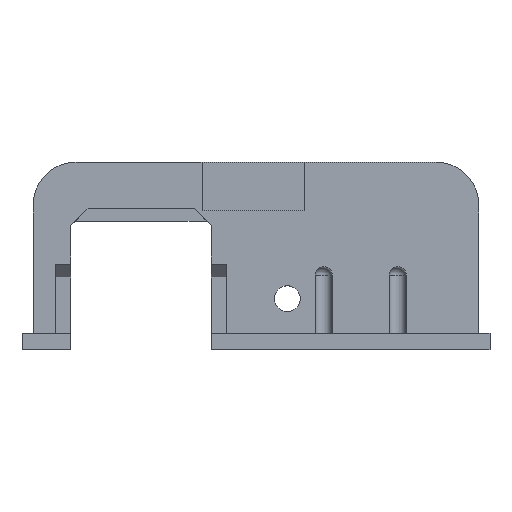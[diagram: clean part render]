
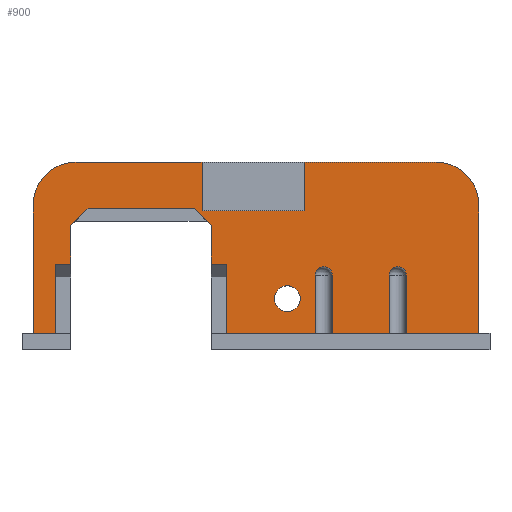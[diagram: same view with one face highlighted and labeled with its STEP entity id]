
A CAD part, top view. The second image highlights one B-rep face of the part: STEP entity #900.
In plain terms, the highlighted planar face has unit normal (0, 0, 1).
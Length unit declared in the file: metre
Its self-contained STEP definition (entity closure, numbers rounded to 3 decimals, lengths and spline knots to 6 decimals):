
#25=CIRCLE('',#961,0.001);
#26=CIRCLE('',#962,0.005);
#27=CIRCLE('',#963,0.005);
#28=CIRCLE('',#964,0.001);
#29=CIRCLE('',#965,0.0015);
#57=ORIENTED_EDGE('',*,*,#325,.T.);
#58=ORIENTED_EDGE('',*,*,#326,.T.);
#59=ORIENTED_EDGE('',*,*,#327,.T.);
#60=ORIENTED_EDGE('',*,*,#328,.T.);
#61=ORIENTED_EDGE('',*,*,#329,.T.);
#62=ORIENTED_EDGE('',*,*,#330,.F.);
#63=ORIENTED_EDGE('',*,*,#331,.F.);
#64=ORIENTED_EDGE('',*,*,#332,.F.);
#65=ORIENTED_EDGE('',*,*,#333,.F.);
#66=ORIENTED_EDGE('',*,*,#334,.F.);
#67=ORIENTED_EDGE('',*,*,#335,.T.);
#68=ORIENTED_EDGE('',*,*,#336,.F.);
#69=ORIENTED_EDGE('',*,*,#337,.T.);
#70=ORIENTED_EDGE('',*,*,#338,.T.);
#71=ORIENTED_EDGE('',*,*,#339,.T.);
#72=ORIENTED_EDGE('',*,*,#340,.T.);
#73=ORIENTED_EDGE('',*,*,#341,.T.);
#74=ORIENTED_EDGE('',*,*,#342,.F.);
#75=ORIENTED_EDGE('',*,*,#343,.T.);
#76=ORIENTED_EDGE('',*,*,#319,.F.);
#77=ORIENTED_EDGE('',*,*,#344,.T.);
#78=ORIENTED_EDGE('',*,*,#345,.T.);
#79=ORIENTED_EDGE('',*,*,#346,.T.);
#80=ORIENTED_EDGE('',*,*,#347,.F.);
#81=ORIENTED_EDGE('',*,*,#348,.T.);
#82=ORIENTED_EDGE('',*,*,#349,.T.);
#83=ORIENTED_EDGE('',*,*,#350,.T.);
#84=ORIENTED_EDGE('',*,*,#351,.F.);
#85=ORIENTED_EDGE('',*,*,#352,.F.);
#319=EDGE_CURVE('',#453,#454,#543,.T.);
#325=EDGE_CURVE('',#459,#460,#25,.T.);
#326=EDGE_CURVE('',#460,#461,#549,.T.);
#327=EDGE_CURVE('',#461,#462,#550,.T.);
#328=EDGE_CURVE('',#462,#463,#551,.T.);
#329=EDGE_CURVE('',#463,#464,#26,.F.);
#330=EDGE_CURVE('',#465,#464,#552,.T.);
#331=EDGE_CURVE('',#466,#465,#553,.T.);
#332=EDGE_CURVE('',#467,#466,#554,.T.);
#333=EDGE_CURVE('',#468,#467,#555,.T.);
#334=EDGE_CURVE('',#469,#468,#556,.T.);
#335=EDGE_CURVE('',#469,#470,#27,.F.);
#336=EDGE_CURVE('',#471,#470,#557,.T.);
#337=EDGE_CURVE('',#471,#472,#558,.T.);
#338=EDGE_CURVE('',#472,#473,#559,.T.);
#339=EDGE_CURVE('',#473,#474,#560,.T.);
#340=EDGE_CURVE('',#474,#475,#561,.T.);
#341=EDGE_CURVE('',#475,#476,#562,.T.);
#342=EDGE_CURVE('',#477,#476,#563,.T.);
#343=EDGE_CURVE('',#477,#454,#564,.F.);
#344=EDGE_CURVE('',#453,#478,#565,.T.);
#345=EDGE_CURVE('',#478,#479,#566,.T.);
#346=EDGE_CURVE('',#479,#480,#567,.T.);
#347=EDGE_CURVE('',#481,#480,#568,.T.);
#348=EDGE_CURVE('',#481,#482,#28,.T.);
#349=EDGE_CURVE('',#482,#483,#569,.T.);
#350=EDGE_CURVE('',#483,#484,#570,.T.);
#351=EDGE_CURVE('',#459,#484,#571,.T.);
#352=EDGE_CURVE('',#485,#485,#29,.T.);
#453=VERTEX_POINT('',#1290);
#454=VERTEX_POINT('',#1292);
#459=VERTEX_POINT('',#1304);
#460=VERTEX_POINT('',#1305);
#461=VERTEX_POINT('',#1307);
#462=VERTEX_POINT('',#1309);
#463=VERTEX_POINT('',#1311);
#464=VERTEX_POINT('',#1313);
#465=VERTEX_POINT('',#1315);
#466=VERTEX_POINT('',#1317);
#467=VERTEX_POINT('',#1319);
#468=VERTEX_POINT('',#1321);
#469=VERTEX_POINT('',#1323);
#470=VERTEX_POINT('',#1325);
#471=VERTEX_POINT('',#1327);
#472=VERTEX_POINT('',#1329);
#473=VERTEX_POINT('',#1331);
#474=VERTEX_POINT('',#1333);
#475=VERTEX_POINT('',#1335);
#476=VERTEX_POINT('',#1337);
#477=VERTEX_POINT('',#1339);
#478=VERTEX_POINT('',#1342);
#479=VERTEX_POINT('',#1344);
#480=VERTEX_POINT('',#1346);
#481=VERTEX_POINT('',#1348);
#482=VERTEX_POINT('',#1350);
#483=VERTEX_POINT('',#1352);
#484=VERTEX_POINT('',#1354);
#485=VERTEX_POINT('',#1357);
#543=LINE('',#1291,#653);
#549=LINE('',#1306,#659);
#550=LINE('',#1308,#660);
#551=LINE('',#1310,#661);
#552=LINE('',#1314,#662);
#553=LINE('',#1316,#663);
#554=LINE('',#1318,#664);
#555=LINE('',#1320,#665);
#556=LINE('',#1322,#666);
#557=LINE('',#1326,#667);
#558=LINE('',#1328,#668);
#559=LINE('',#1330,#669);
#560=LINE('',#1332,#670);
#561=LINE('',#1334,#671);
#562=LINE('',#1336,#672);
#563=LINE('',#1338,#673);
#564=LINE('',#1340,#674);
#565=LINE('',#1341,#675);
#566=LINE('',#1343,#676);
#567=LINE('',#1345,#677);
#568=LINE('',#1347,#678);
#569=LINE('',#1351,#679);
#570=LINE('',#1353,#680);
#571=LINE('',#1355,#681);
#653=VECTOR('',#1036,1.);
#659=VECTOR('',#1046,1.);
#660=VECTOR('',#1047,1.);
#661=VECTOR('',#1048,1.);
#662=VECTOR('',#1051,1.);
#663=VECTOR('',#1052,1.);
#664=VECTOR('',#1053,1.);
#665=VECTOR('',#1054,1.);
#666=VECTOR('',#1055,1.);
#667=VECTOR('',#1058,1.);
#668=VECTOR('',#1059,1.);
#669=VECTOR('',#1060,1.);
#670=VECTOR('',#1061,1.);
#671=VECTOR('',#1062,1.);
#672=VECTOR('',#1063,1.);
#673=VECTOR('',#1064,1.);
#674=VECTOR('',#1065,1.);
#675=VECTOR('',#1066,1.);
#676=VECTOR('',#1067,1.);
#677=VECTOR('',#1068,1.);
#678=VECTOR('',#1069,1.);
#679=VECTOR('',#1072,1.);
#680=VECTOR('',#1073,1.);
#681=VECTOR('',#1074,1.);
#762=EDGE_LOOP('',(#57,#58,#59,#60,#61,#62,#63,#64,#65,#66,#67,#68,#69,
#70,#71,#72,#73,#74,#75,#76,#77,#78,#79,#80,#81,#82,#83,#84));
#763=EDGE_LOOP('',(#85));
#814=FACE_BOUND('',#762,.T.);
#815=FACE_BOUND('',#763,.T.);
#866=PLANE('',#960);
#900=ADVANCED_FACE('',(#814,#815),#866,.F.);
#960=AXIS2_PLACEMENT_3D('',#1302,#1042,#1043);
#961=AXIS2_PLACEMENT_3D('',#1303,#1044,#1045);
#962=AXIS2_PLACEMENT_3D('',#1312,#1049,#1050);
#963=AXIS2_PLACEMENT_3D('',#1324,#1056,#1057);
#964=AXIS2_PLACEMENT_3D('',#1349,#1070,#1071);
#965=AXIS2_PLACEMENT_3D('',#1356,#1075,#1076);
#1036=DIRECTION('',(0.,1.,0.));
#1042=DIRECTION('',(0.,0.,-1.));
#1043=DIRECTION('',(-1.,0.,0.));
#1044=DIRECTION('',(0.,0.,-1.));
#1045=DIRECTION('',(-1.,0.,0.));
#1046=DIRECTION('',(0.,-1.,0.));
#1047=DIRECTION('',(1.,0.,0.));
#1048=DIRECTION('',(0.,1.,0.));
#1049=DIRECTION('',(0.,0.,-1.));
#1050=DIRECTION('',(-1.,0.,0.));
#1051=DIRECTION('',(1.,0.,0.));
#1052=DIRECTION('',(0.,1.,0.));
#1053=DIRECTION('',(1.,0.,0.));
#1054=DIRECTION('',(0.,-1.,0.));
#1055=DIRECTION('',(1.,0.,0.));
#1056=DIRECTION('',(0.,0.,-1.));
#1057=DIRECTION('',(-1.,0.,0.));
#1058=DIRECTION('',(0.,1.,0.));
#1059=DIRECTION('',(1.,0.,0.));
#1060=DIRECTION('',(0.,1.,0.));
#1061=DIRECTION('',(1.,0.,0.));
#1062=DIRECTION('',(0.,1.,0.));
#1063=DIRECTION('',(0.707,0.707,0.));
#1064=DIRECTION('',(-1.,0.,0.));
#1065=DIRECTION('',(-0.707,0.707,0.));
#1066=DIRECTION('',(1.,0.,0.));
#1067=DIRECTION('',(0.,-1.,0.));
#1068=DIRECTION('',(1.,0.,0.));
#1069=DIRECTION('',(0.,-1.,0.));
#1070=DIRECTION('',(0.,0.,-1.));
#1071=DIRECTION('',(-1.,0.,0.));
#1072=DIRECTION('',(0.,-1.,0.));
#1073=DIRECTION('',(1.,0.,0.));
#1074=DIRECTION('',(0.,-1.,0.));
#1075=DIRECTION('',(0.,0.,1.));
#1076=DIRECTION('',(1.,0.,0.));
#1290=CARTESIAN_POINT('',(0.0082,0.01,0.));
#1291=CARTESIAN_POINT('',(0.0082,0.0119,0.));
#1292=CARTESIAN_POINT('',(0.0082,0.0145,0.));
#1302=CARTESIAN_POINT('',(-0.018957,0.0119,0.));
#1303=CARTESIAN_POINT('',(0.02993,0.0087,0.));
#1304=CARTESIAN_POINT('',(0.02893,0.0087,0.));
#1305=CARTESIAN_POINT('',(0.03093,0.0087,0.));
#1306=CARTESIAN_POINT('',(0.03093,0.0097,0.));
#1307=CARTESIAN_POINT('',(0.03093,0.0019,0.));
#1308=CARTESIAN_POINT('',(-0.018957,0.0019,0.));
#1309=CARTESIAN_POINT('',(0.0394,0.0019,0.));
#1310=CARTESIAN_POINT('',(0.0394,0.0119,0.));
#1311=CARTESIAN_POINT('',(0.0394,0.0169,0.));
#1312=CARTESIAN_POINT('',(0.0344,0.0169,0.));
#1313=CARTESIAN_POINT('',(0.0344,0.0219,0.));
#1314=CARTESIAN_POINT('',(-0.018957,0.0219,0.));
#1315=CARTESIAN_POINT('',(0.019,0.0219,0.));
#1316=CARTESIAN_POINT('',(0.019,0.01906,0.));
#1317=CARTESIAN_POINT('',(0.019,0.01622,0.));
#1318=CARTESIAN_POINT('',(0.01305,0.01622,0.));
#1319=CARTESIAN_POINT('',(0.0071,0.01622,0.));
#1320=CARTESIAN_POINT('',(0.0071,0.01906,0.));
#1321=CARTESIAN_POINT('',(0.0071,0.0219,0.));
#1322=CARTESIAN_POINT('',(-0.018957,0.0219,0.));
#1323=CARTESIAN_POINT('',(-0.0076,0.0219,0.));
#1324=CARTESIAN_POINT('',(-0.0076,0.0169,0.));
#1325=CARTESIAN_POINT('',(-0.0126,0.0169,0.));
#1326=CARTESIAN_POINT('',(-0.0126,0.0119,0.));
#1327=CARTESIAN_POINT('',(-0.0126,0.0019,0.));
#1328=CARTESIAN_POINT('',(-0.018957,0.0019,0.));
#1329=CARTESIAN_POINT('',(-0.01,0.0019,0.));
#1330=CARTESIAN_POINT('',(-0.01,0.00495,0.));
#1331=CARTESIAN_POINT('',(-0.01,0.01,0.));
#1332=CARTESIAN_POINT('',(-0.0082,0.01,0.));
#1333=CARTESIAN_POINT('',(-0.0082,0.01,0.));
#1334=CARTESIAN_POINT('',(-0.0082,0.0119,0.));
#1335=CARTESIAN_POINT('',(-0.0082,0.0145,0.));
#1336=CARTESIAN_POINT('',(-0.014879,0.007821,0.));
#1337=CARTESIAN_POINT('',(-0.0062,0.0165,0.));
#1338=CARTESIAN_POINT('',(-0.018957,0.0165,0.));
#1339=CARTESIAN_POINT('',(0.0062,0.0165,0.));
#1340=CARTESIAN_POINT('',(-0.004079,0.026779,0.));
#1341=CARTESIAN_POINT('',(0.01,0.01,0.));
#1342=CARTESIAN_POINT('',(0.01,0.01,0.));
#1343=CARTESIAN_POINT('',(0.01,0.00495,0.));
#1344=CARTESIAN_POINT('',(0.01,0.0019,0.));
#1345=CARTESIAN_POINT('',(-0.018957,0.0019,0.));
#1346=CARTESIAN_POINT('',(0.02029,0.0019,0.));
#1347=CARTESIAN_POINT('',(0.02029,0.0097,0.));
#1348=CARTESIAN_POINT('',(0.02029,0.0087,0.));
#1349=CARTESIAN_POINT('',(0.02129,0.0087,0.));
#1350=CARTESIAN_POINT('',(0.02229,0.0087,0.));
#1351=CARTESIAN_POINT('',(0.02229,0.0097,0.));
#1352=CARTESIAN_POINT('',(0.02229,0.0019,0.));
#1353=CARTESIAN_POINT('',(-0.018957,0.0019,0.));
#1354=CARTESIAN_POINT('',(0.02893,0.0019,0.));
#1355=CARTESIAN_POINT('',(0.02893,0.0097,0.));
#1356=CARTESIAN_POINT('',(0.01706,0.00597,0.));
#1357=CARTESIAN_POINT('',(0.01856,0.00597,0.));
